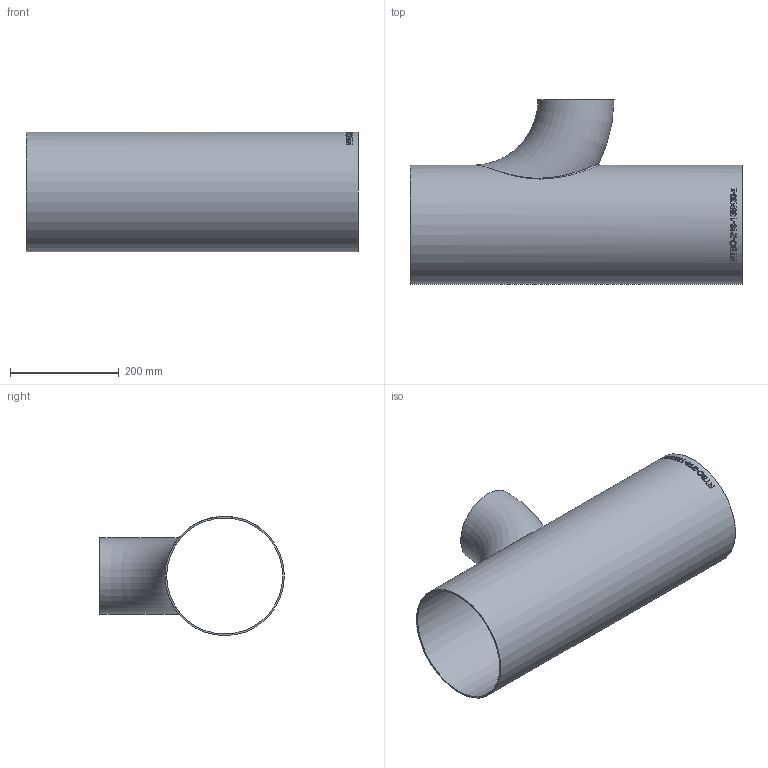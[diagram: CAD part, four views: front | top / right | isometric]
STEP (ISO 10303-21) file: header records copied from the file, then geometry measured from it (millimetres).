
FILE_DESCRIPTION (( 'STEP AP214' ), '1' );
FILE_NAME ('RTBO-219-139X30-x T-Bogen reduziert 2005.STEP', '2020-05-25T09:19:08', ( '' ), ( '' ), 'SwSTEP 2.0', 'SolidWorks 2019', '' );
FILE_SCHEMA (( 'AUTOMOTIVE_DESIGN' ));
Length unit declared in the file: millimetre
Products named in the file (1): RTBO-219-139X30-x T-Bogen reduziert 2005
Bounding box: 610 x 339.25 x 219.1 mm (x, y, z)
Volume: 1477869.7 mm3; surface area: 918513.2 mm2
Topology: 1 solids, 1 shells, 229 faces, 607 edges, 405 vertices
Faces by surface type: bspline 139, plane 62, cylinder 26, torus 2
Full cylindrical faces by diameter (mm): 213.1 x1, 219.1 x1
Entity records: 42300 total; most frequent: CARTESIAN_POINT 35462, ORIENTED_EDGE 1196, EDGE_CURVE 598, B_SPLINE_CURVE_WITH_KNOTS 434, DIRECTION 424, VERTEX_POINT 402, EDGE_LOOP 264, FACE_OUTER_BOUND 235
